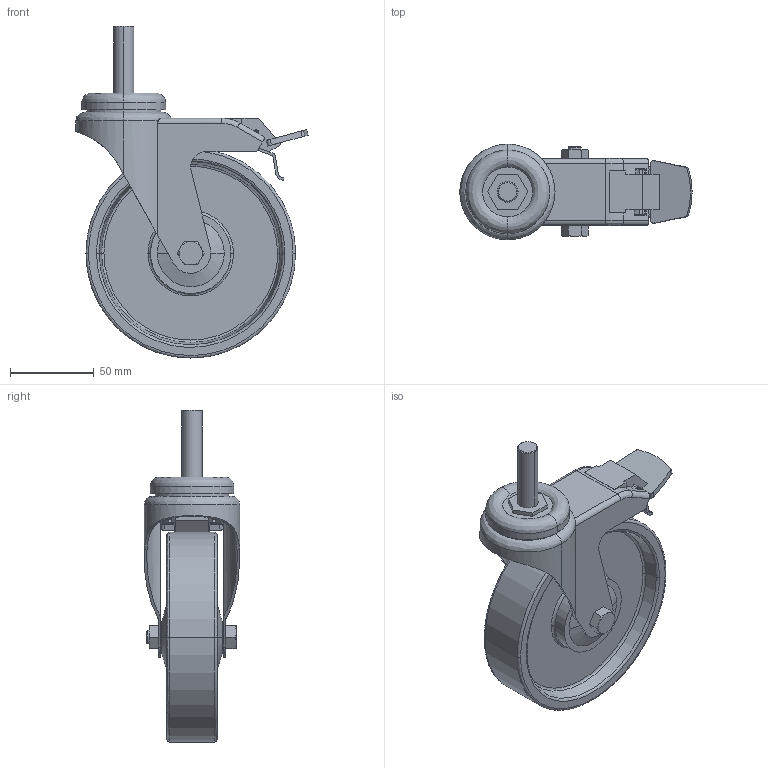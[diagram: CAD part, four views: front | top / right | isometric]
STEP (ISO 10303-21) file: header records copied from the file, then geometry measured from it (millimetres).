
FILE_DESCRIPTION (( 'STEP AP203' ), '1' );
FILE_NAME ('3_842_524_499_Bosch.step', '2024-06-10T08:40:36', ( '' ), ( '' ), 'SwSTEP 2.0', 'SolidWorks 2014', '' );
FILE_SCHEMA (( 'CONFIG_CONTROL_DESIGN' ));
Length unit declared in the file: millimetre
Products named in the file (1): 3_842_524_499_Bosch
Bounding box: 138.5 x 57 x 198 mm (x, y, z)
Volume: 283664 mm3; surface area: 84728.5 mm2
Topology: 1 solids, 2 shells, 268 faces, 700 edges, 456 vertices
Faces by surface type: plane 135, cylinder 72, cone 33, bspline 28
Entity records: 10039 total; most frequent: CARTESIAN_POINT 3467, ORIENTED_EDGE 1400, DIRECTION 1308, EDGE_CURVE 700, VERTEX_POINT 456, AXIS2_PLACEMENT_3D 455, LINE 398, VECTOR 398
